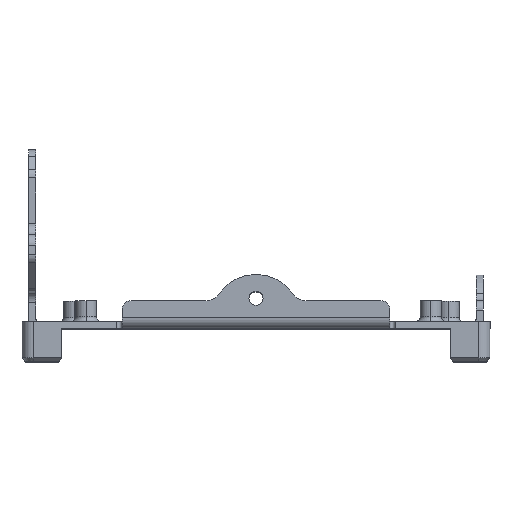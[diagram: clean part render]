
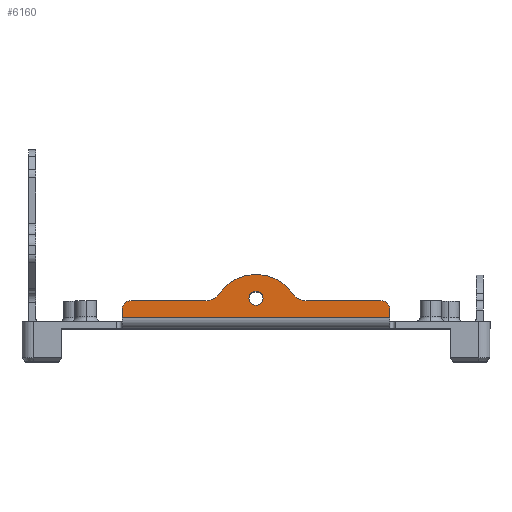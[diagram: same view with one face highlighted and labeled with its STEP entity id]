
A CAD part, top view. The second image highlights one B-rep face of the part: STEP entity #6160.
In plain terms, the highlighted planar face has unit normal (0, 0, 1).
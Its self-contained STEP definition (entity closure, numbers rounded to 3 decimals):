
#35 = CARTESIAN_POINT ( 'NONE',  ( -28.605, 2.29, 48.6 ) ) ;
#80 = EDGE_CURVE ( 'NONE', #6311, #5181, #680, .T. ) ;
#112 = CARTESIAN_POINT ( 'NONE',  ( -28.605, 13.02, 48.6 ) ) ;
#229 = DIRECTION ( 'NONE',  ( 0., 0., -1. ) ) ;
#524 = DIRECTION ( 'NONE',  ( 1., 0., 0. ) ) ;
#562 = DIRECTION ( 'NONE',  ( -1., 0., 0. ) ) ;
#566 = FACE_BOUND ( 'NONE', #4668, .T. ) ;
#680 = CIRCLE ( 'NONE', #7043, 2. ) ;
#724 = CARTESIAN_POINT ( 'NONE',  ( -26.605, 6., 48.6 ) ) ;
#730 = DIRECTION ( 'NONE',  ( 0., -1., 0. ) ) ;
#801 = EDGE_CURVE ( 'NONE', #6353, #3422, #2828, .T. ) ;
#809 = CARTESIAN_POINT ( 'NONE',  ( -10.69, 9.5, 48.6 ) ) ;
#864 = VECTOR ( 'NONE', #2862, 1000. ) ;
#972 = ORIENTED_EDGE ( 'NONE', *, *, #4672, .F. ) ;
#992 = DIRECTION ( 'NONE',  ( 1., 0., 0. ) ) ;
#1066 = EDGE_CURVE ( 'NONE', #5771, #5666, #1499, .T. ) ;
#1208 = ORIENTED_EDGE ( 'NONE', *, *, #4591, .T. ) ;
#1211 = DIRECTION ( 'NONE',  ( 0., 0., 1. ) ) ;
#1265 = FACE_OUTER_BOUND ( 'NONE', #4445, .T. ) ;
#1303 = VECTOR ( 'NONE', #730, 1000. ) ;
#1357 = CARTESIAN_POINT ( 'NONE',  ( 0., 2.05, 48.6 ) ) ;
#1370 = VECTOR ( 'NONE', #3823, 1000. ) ;
#1499 = LINE ( 'NONE', #2554, #1370 ) ;
#1513 = VERTEX_POINT ( 'NONE', #3916 ) ;
#1578 = AXIS2_PLACEMENT_3D ( 'NONE', #6971, #7588, #5888 ) ;
#1681 = AXIS2_PLACEMENT_3D ( 'NONE', #1764, #2820, #524 ) ;
#1703 = DIRECTION ( 'NONE',  ( 1., 0., 0. ) ) ;
#1764 = CARTESIAN_POINT ( 'NONE',  ( 0., 6.5, 48.6 ) ) ;
#1798 = VECTOR ( 'NONE', #7279, 1000. ) ;
#1831 = CARTESIAN_POINT ( 'NONE',  ( -7.819, 7.499, 48.6 ) ) ;
#1852 = ORIENTED_EDGE ( 'NONE', *, *, #2342, .F. ) ;
#1993 = CARTESIAN_POINT ( 'NONE',  ( 7.819, 7.499, 48.6 ) ) ;
#2083 = CARTESIAN_POINT ( 'NONE',  ( -1.5, 6.5, 48.6 ) ) ;
#2198 = DIRECTION ( 'NONE',  ( -1., 0., 0. ) ) ;
#2342 = EDGE_CURVE ( 'NONE', #6042, #3039, #5328, .T. ) ;
#2426 = EDGE_CURVE ( 'NONE', #6353, #5666, #6932, .T. ) ;
#2554 = CARTESIAN_POINT ( 'NONE',  ( 0., 6., 48.6 ) ) ;
#2664 = AXIS2_PLACEMENT_3D ( 'NONE', #809, #229, #5587 ) ;
#2784 = CIRCLE ( 'NONE', #2664, 3.5 ) ;
#2791 = AXIS2_PLACEMENT_3D ( 'NONE', #6195, #6849, #992 ) ;
#2820 = DIRECTION ( 'NONE',  ( 0., 0., 1. ) ) ;
#2828 = LINE ( 'NONE', #3481, #864 ) ;
#2862 = DIRECTION ( 'NONE',  ( 0., -1., 0. ) ) ;
#2925 = ORIENTED_EDGE ( 'NONE', *, *, #801, .F. ) ;
#2997 = AXIS2_PLACEMENT_3D ( 'NONE', #3921, #7410, #2198 ) ;
#3039 = VERTEX_POINT ( 'NONE', #2083 ) ;
#3048 = ORIENTED_EDGE ( 'NONE', *, *, #7409, .T. ) ;
#3140 = VERTEX_POINT ( 'NONE', #1993 ) ;
#3361 = ORIENTED_EDGE ( 'NONE', *, *, #4526, .T. ) ;
#3367 = CARTESIAN_POINT ( 'NONE',  ( 1.5, 6.5, 48.6 ) ) ;
#3399 = ORIENTED_EDGE ( 'NONE', *, *, #3950, .T. ) ;
#3422 = VERTEX_POINT ( 'NONE', #6654 ) ;
#3481 = CARTESIAN_POINT ( 'NONE',  ( 28.605, 13.02, 48.6 ) ) ;
#3594 = CARTESIAN_POINT ( 'NONE',  ( 10.69, 6., 48.6 ) ) ;
#3676 = DIRECTION ( 'NONE',  ( 1., 0., 0. ) ) ;
#3823 = DIRECTION ( 'NONE',  ( 1., 0., 0. ) ) ;
#3869 = ORIENTED_EDGE ( 'NONE', *, *, #6352, .F. ) ;
#3916 = CARTESIAN_POINT ( 'NONE',  ( -10.69, 6., 48.6 ) ) ;
#3921 = CARTESIAN_POINT ( 'NONE',  ( 10.69, 9.5, 48.6 ) ) ;
#3936 = DIRECTION ( 'NONE',  ( 0., 0., 1. ) ) ;
#3950 = EDGE_CURVE ( 'NONE', #5771, #3140, #4223, .T. ) ;
#4139 = CARTESIAN_POINT ( 'NONE',  ( 26.605, 6., 48.6 ) ) ;
#4223 = CIRCLE ( 'NONE', #2997, 3.5 ) ;
#4385 = AXIS2_PLACEMENT_3D ( 'NONE', #1357, #6748, #3676 ) ;
#4445 = EDGE_LOOP ( 'NONE', ( #2925, #5886, #6350, #3399, #7467, #3048, #972, #4840, #1208, #3361 ) ) ;
#4505 = VERTEX_POINT ( 'NONE', #35 ) ;
#4526 = EDGE_CURVE ( 'NONE', #4505, #3422, #6396, .T. ) ;
#4572 = DIRECTION ( 'NONE',  ( -1., 0., 0. ) ) ;
#4591 = EDGE_CURVE ( 'NONE', #5181, #4505, #6049, .T. ) ;
#4668 = EDGE_LOOP ( 'NONE', ( #1852, #3869 ) ) ;
#4672 = EDGE_CURVE ( 'NONE', #6311, #1513, #4901, .T. ) ;
#4723 = CARTESIAN_POINT ( 'NONE',  ( -26.605, 4., 48.6 ) ) ;
#4840 = ORIENTED_EDGE ( 'NONE', *, *, #80, .T. ) ;
#4901 = LINE ( 'NONE', #6548, #1798 ) ;
#4926 = VERTEX_POINT ( 'NONE', #1831 ) ;
#4996 = CIRCLE ( 'NONE', #2791, 1.5 ) ;
#5181 = VERTEX_POINT ( 'NONE', #6337 ) ;
#5328 = CIRCLE ( 'NONE', #1681, 1.5 ) ;
#5478 = CIRCLE ( 'NONE', #4385, 9.53 ) ;
#5587 = DIRECTION ( 'NONE',  ( -1., 0., 0. ) ) ;
#5666 = VERTEX_POINT ( 'NONE', #4139 ) ;
#5771 = VERTEX_POINT ( 'NONE', #3594 ) ;
#5801 = CARTESIAN_POINT ( 'NONE',  ( 26.605, 4., 48.6 ) ) ;
#5879 = EDGE_CURVE ( 'NONE', #4926, #3140, #5478, .T. ) ;
#5886 = ORIENTED_EDGE ( 'NONE', *, *, #2426, .T. ) ;
#5888 = DIRECTION ( 'NONE',  ( -1., 0., 0. ) ) ;
#5951 = AXIS2_PLACEMENT_3D ( 'NONE', #5801, #3936, #562 ) ;
#6042 = VERTEX_POINT ( 'NONE', #3367 ) ;
#6049 = LINE ( 'NONE', #112, #1303 ) ;
#6156 = CARTESIAN_POINT ( 'NONE',  ( 28.605, 4., 48.6 ) ) ;
#6160 = ADVANCED_FACE ( 'NONE', ( #566, #1265 ), #6427, .F. ) ;
#6195 = CARTESIAN_POINT ( 'NONE',  ( 0., 6.5, 48.6 ) ) ;
#6311 = VERTEX_POINT ( 'NONE', #724 ) ;
#6337 = CARTESIAN_POINT ( 'NONE',  ( -28.605, 4., 48.6 ) ) ;
#6350 = ORIENTED_EDGE ( 'NONE', *, *, #1066, .F. ) ;
#6352 = EDGE_CURVE ( 'NONE', #3039, #6042, #4996, .T. ) ;
#6353 = VERTEX_POINT ( 'NONE', #6156 ) ;
#6396 = LINE ( 'NONE', #6477, #7046 ) ;
#6427 = PLANE ( 'NONE',  #1578 ) ;
#6477 = CARTESIAN_POINT ( 'NONE',  ( 28.605, 2.29, 48.6 ) ) ;
#6548 = CARTESIAN_POINT ( 'NONE',  ( 0., 6., 48.6 ) ) ;
#6654 = CARTESIAN_POINT ( 'NONE',  ( 28.605, 2.29, 48.6 ) ) ;
#6748 = DIRECTION ( 'NONE',  ( 0., 0., -1. ) ) ;
#6849 = DIRECTION ( 'NONE',  ( 0., 0., 1. ) ) ;
#6932 = CIRCLE ( 'NONE', #5951, 2. ) ;
#6971 = CARTESIAN_POINT ( 'NONE',  ( 28.605, 13.02, 48.6 ) ) ;
#7043 = AXIS2_PLACEMENT_3D ( 'NONE', #4723, #1211, #4572 ) ;
#7046 = VECTOR ( 'NONE', #1703, 1000. ) ;
#7279 = DIRECTION ( 'NONE',  ( 1., 0., 0. ) ) ;
#7409 = EDGE_CURVE ( 'NONE', #4926, #1513, #2784, .T. ) ;
#7410 = DIRECTION ( 'NONE',  ( 0., 0., -1. ) ) ;
#7467 = ORIENTED_EDGE ( 'NONE', *, *, #5879, .F. ) ;
#7588 = DIRECTION ( 'NONE',  ( 0., 0., -1. ) ) ;
